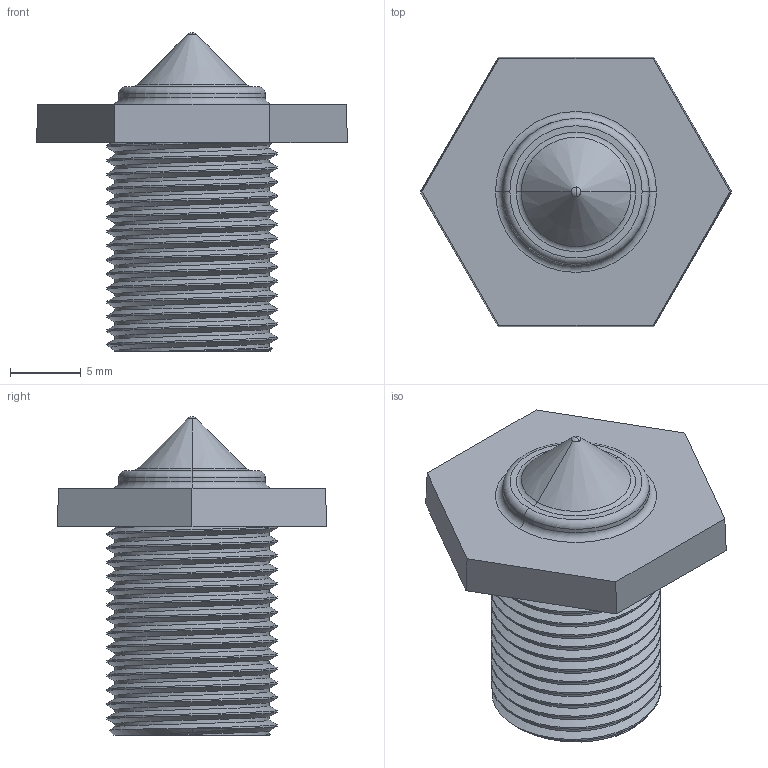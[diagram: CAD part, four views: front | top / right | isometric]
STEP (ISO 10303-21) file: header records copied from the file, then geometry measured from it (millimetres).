
FILE_DESCRIPTION (( 'STEP AP203' ), '1' );
FILE_NAME ('LLX3 OPTOMAX DIGITAL - M12.STEP', '2018-01-31T14:01:56', ( '' ), ( '' ), 'SwSTEP 2.0', 'SolidWorks 2018', '' );
FILE_SCHEMA (( 'CONFIG_CONTROL_DESIGN' ));
Length unit declared in the file: millimetre
Products named in the file (1): LLX3 OPTOMAX DIGITAL - M12
Bounding box: 21.94 x 19 x 22.45 mm (x, y, z)
Volume: 2507.8 mm3; surface area: 1690.1 mm2
Topology: 1 solids, 1 shells, 57 faces, 150 edges, 98 vertices
Faces by surface type: cylinder 29, plane 10, cone 7, torus 6, bspline 3, sphere 2
Entity records: 4306 total; most frequent: CARTESIAN_POINT 3003, ORIENTED_EDGE 300, DIRECTION 218, EDGE_CURVE 150, VERTEX_POINT 98, AXIS2_PLACEMENT_3D 83, EDGE_LOOP 60, FACE_OUTER_BOUND 57
